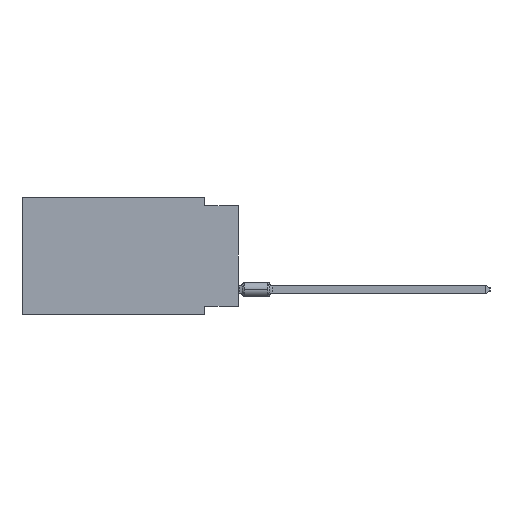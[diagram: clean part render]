
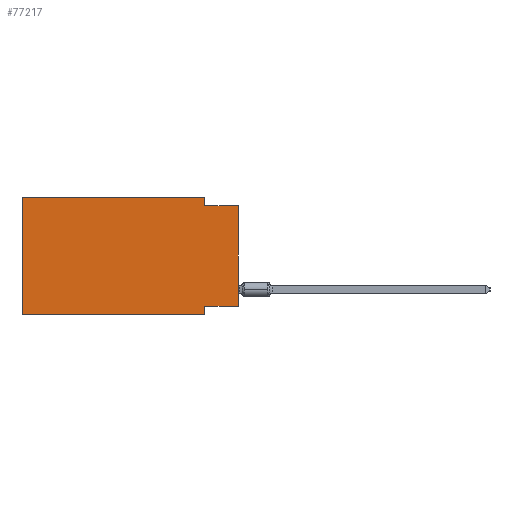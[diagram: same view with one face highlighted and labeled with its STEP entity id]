
A CAD part, left-side view. The second image highlights one B-rep face of the part: STEP entity #77217.
In plain terms, the highlighted planar face has unit normal (-1, 0, 0).
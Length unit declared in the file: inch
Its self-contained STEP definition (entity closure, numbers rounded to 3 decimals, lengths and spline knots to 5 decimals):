
#484 = CARTESIAN_POINT ( 'NONE',  ( 0., 0.645, 0. ) ) ;
#3556 = EDGE_CURVE ( 'NONE', #80413, #11209, #107190, .T. ) ;
#3673 = VECTOR ( 'NONE', #99905, 39.37008 ) ;
#3818 = CARTESIAN_POINT ( 'NONE',  ( 0., 0.645, 0. ) ) ;
#6338 = VECTOR ( 'NONE', #98229, 39.37008 ) ;
#6920 = VECTOR ( 'NONE', #29917, 39.37008 ) ;
#11209 = VERTEX_POINT ( 'NONE', #20740 ) ;
#11948 = CARTESIAN_POINT ( 'NONE',  ( 0., 0., -0.025 ) ) ;
#20374 = CARTESIAN_POINT ( 'NONE',  ( 0., 0.1, 0. ) ) ;
#20489 = VERTEX_POINT ( 'NONE', #11948 ) ;
#20689 = LINE ( 'NONE', #484, #24186 ) ;
#20740 = CARTESIAN_POINT ( 'NONE',  ( 0., 0.1, 0. ) ) ;
#24186 = VECTOR ( 'NONE', #74324, 39.37008 ) ;
#26416 = CARTESIAN_POINT ( 'NONE',  ( 0., 0., 0. ) ) ;
#26483 = DIRECTION ( 'NONE',  ( 0., -1., 0. ) ) ;
#27017 = EDGE_CURVE ( 'NONE', #46101, #80413, #20689, .T. ) ;
#29917 = DIRECTION ( 'NONE',  ( 0., 0., -1. ) ) ;
#32287 = LINE ( 'NONE', #20374, #6920 ) ;
#32977 = DIRECTION ( 'NONE',  ( 1., 0., 0. ) ) ;
#34520 = ORIENTED_EDGE ( 'NONE', *, *, #84550, .T. ) ;
#34786 = EDGE_CURVE ( 'NONE', #11209, #98410, #32287, .T. ) ;
#36739 = CARTESIAN_POINT ( 'NONE',  ( 0., 0., -0.025 ) ) ;
#41459 = LINE ( 'NONE', #77798, #53112 ) ;
#41769 = ORIENTED_EDGE ( 'NONE', *, *, #106152, .T. ) ;
#46101 = VERTEX_POINT ( 'NONE', #72116 ) ;
#53112 = VECTOR ( 'NONE', #99748, 39.37008 ) ;
#54084 = CARTESIAN_POINT ( 'NONE',  ( 0., 0.645, 0. ) ) ;
#54642 = LINE ( 'NONE', #36739, #3673 ) ;
#55516 = VECTOR ( 'NONE', #26483, 39.37008 ) ;
#56516 = ORIENTED_EDGE ( 'NONE', *, *, #3556, .F. ) ;
#58083 = EDGE_CURVE ( 'NONE', #92000, #99724, #41459, .T. ) ;
#61002 = DIRECTION ( 'NONE',  ( 0., 0., 1. ) ) ;
#65884 = CARTESIAN_POINT ( 'NONE',  ( 0., 0., -0.325 ) ) ;
#66952 = VERTEX_POINT ( 'NONE', #65884 ) ;
#69965 = LINE ( 'NONE', #26416, #92515 ) ;
#72116 = CARTESIAN_POINT ( 'NONE',  ( 0., 0.645, -0.35 ) ) ;
#72141 = ORIENTED_EDGE ( 'NONE', *, *, #27017, .F. ) ;
#74324 = DIRECTION ( 'NONE',  ( 0., 0., 1. ) ) ;
#74351 = ORIENTED_EDGE ( 'NONE', *, *, #117601, .F. ) ;
#77217 = ADVANCED_FACE ( 'NONE', ( #78843 ), #114610, .F. ) ;
#77798 = CARTESIAN_POINT ( 'NONE',  ( 0., 0.1, -0.35 ) ) ;
#78843 = FACE_OUTER_BOUND ( 'NONE', #109118, .T. ) ;
#80186 = ORIENTED_EDGE ( 'NONE', *, *, #34786, .F. ) ;
#80413 = VERTEX_POINT ( 'NONE', #54084 ) ;
#80512 = AXIS2_PLACEMENT_3D ( 'NONE', #3818, #32977, #96717 ) ;
#84542 = CARTESIAN_POINT ( 'NONE',  ( 0., 0.1, -0.025 ) ) ;
#84550 = EDGE_CURVE ( 'NONE', #66952, #20489, #69965, .T. ) ;
#87698 = EDGE_CURVE ( 'NONE', #98410, #20489, #54642, .T. ) ;
#92000 = VERTEX_POINT ( 'NONE', #106133 ) ;
#92515 = VECTOR ( 'NONE', #61002, 39.37008 ) ;
#94860 = CARTESIAN_POINT ( 'NONE',  ( 0., 0., -0.325 ) ) ;
#95423 = CARTESIAN_POINT ( 'NONE',  ( 0., 0.645, 0. ) ) ;
#96717 = DIRECTION ( 'NONE',  ( 0., 0., -1. ) ) ;
#97256 = CARTESIAN_POINT ( 'NONE',  ( 0., 0.1, -0.35 ) ) ;
#98229 = DIRECTION ( 'NONE',  ( 0., -1., 0. ) ) ;
#98410 = VERTEX_POINT ( 'NONE', #84542 ) ;
#98886 = ORIENTED_EDGE ( 'NONE', *, *, #87698, .F. ) ;
#99724 = VERTEX_POINT ( 'NONE', #97256 ) ;
#99748 = DIRECTION ( 'NONE',  ( 0., 0., -1. ) ) ;
#99905 = DIRECTION ( 'NONE',  ( 0., -1., 0. ) ) ;
#102633 = LINE ( 'NONE', #94860, #109792 ) ;
#104413 = DIRECTION ( 'NONE',  ( 0., 1., 0. ) ) ;
#104854 = ORIENTED_EDGE ( 'NONE', *, *, #58083, .F. ) ;
#105810 = LINE ( 'NONE', #115331, #55516 ) ;
#106133 = CARTESIAN_POINT ( 'NONE',  ( 0., 0.1, -0.325 ) ) ;
#106152 = EDGE_CURVE ( 'NONE', #46101, #99724, #105810, .T. ) ;
#107190 = LINE ( 'NONE', #95423, #6338 ) ;
#109118 = EDGE_LOOP ( 'NONE', ( #34520, #98886, #80186, #56516, #72141, #41769, #104854, #74351 ) ) ;
#109792 = VECTOR ( 'NONE', #104413, 39.37008 ) ;
#114610 = PLANE ( 'NONE',  #80512 ) ;
#115331 = CARTESIAN_POINT ( 'NONE',  ( 0., 0.645, -0.35 ) ) ;
#117601 = EDGE_CURVE ( 'NONE', #66952, #92000, #102633, .T. ) ;
